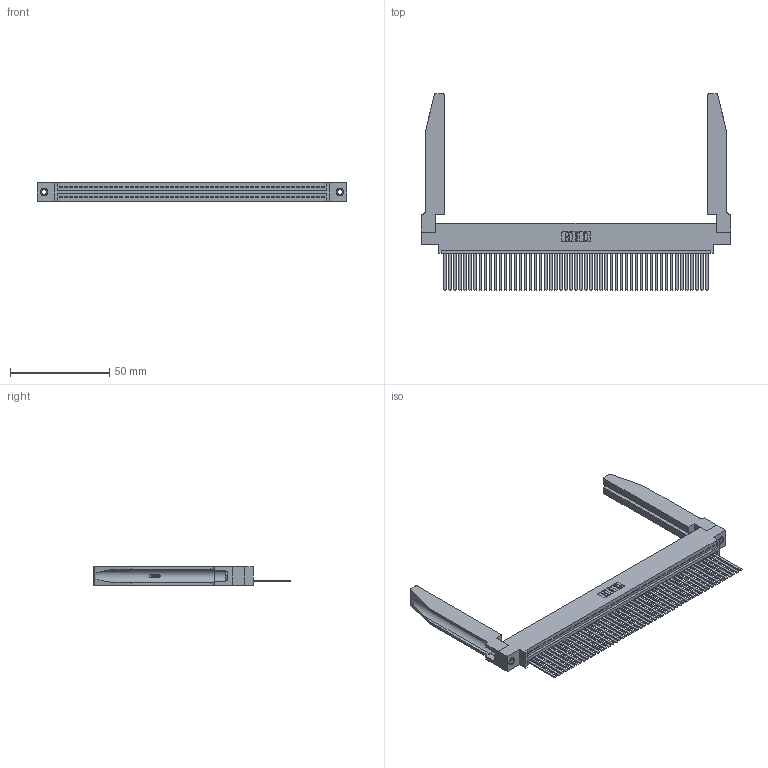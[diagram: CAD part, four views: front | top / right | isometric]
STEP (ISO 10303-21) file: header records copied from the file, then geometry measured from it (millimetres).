
FILE_DESCRIPTION (( 'STEP AP203' ), '1' );
FILE_NAME ('395-053-544-678.STEP', '2019-10-23T15:57:50', ( '' ), ( '' ), 'SwSTEP 2.0', 'SolidWorks 2016', '' );
FILE_SCHEMA (( 'CONFIG_CONTROL_DESIGN' ));
Length unit declared in the file: inch
Products named in the file (5): 345-292-001_345-293-144; 345-220-078_345-220-078; 345-250-001_345-250-001-102; 395-053-544-678; 345 Part_0.170 Offset - 0.156 Dia-TH
Assembly tree (58 placements, depth 2):
  395-053-544-678
    345 Part_0.170 Offset - 0.156 Dia-TH
    345-292-001_345-293-144  x53
    345-250-001_345-250-001-102  x2
    345-220-078_345-220-078  x2
Bounding box: 155.85 x 99.24 x 9.4 mm (x, y, z)
Volume: 23164.2 mm3; surface area: 29421.3 mm2
Topology: 58 solids, 58 shells, 3120 faces, 9335 edges, 6142 vertices
Faces by surface type: plane 2134, cylinder 934, bspline 36, cone 12, torus 4
Entity records: 43096 total; most frequent: CARTESIAN_POINT 8362, ORIENTED_EDGE 7246, DIRECTION 6291, EDGE_CURVE 3623, VECTOR 3189, LINE 3189, VERTEX_POINT 2408, AXIS2_PLACEMENT_3D 1551
